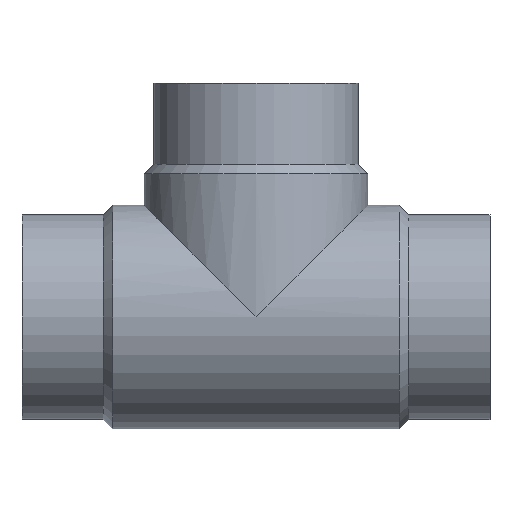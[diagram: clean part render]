
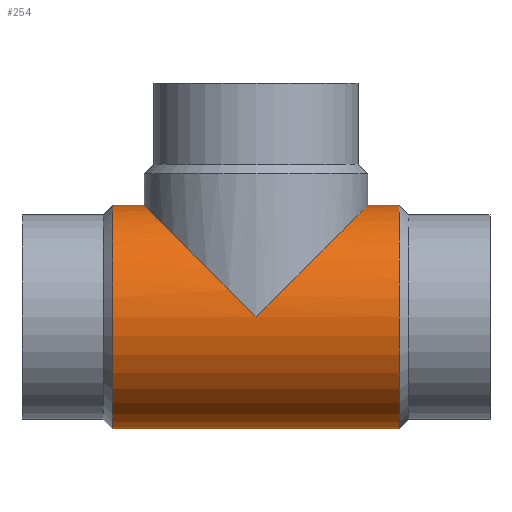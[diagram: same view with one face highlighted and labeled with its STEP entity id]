
A CAD part, top view. The second image highlights one B-rep face of the part: STEP entity #254.
In plain terms, the highlighted cylindrical face has radius 34.4 mm (diameter 68.8 mm), a partial arc.
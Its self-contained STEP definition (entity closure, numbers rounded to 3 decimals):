
#140 = VERTEX_POINT( '', #380 );
#152 = VERTEX_POINT( '', #392 );
#170 = EDGE_CURVE( '', #292, #152, #413, .T. );
#188 = VERTEX_POINT( '', #433 );
#200 = EDGE_CURVE( '', #346, #218, #445, .T. );
#218 = VERTEX_POINT( '', #464 );
#254 = ADVANCED_FACE( '', ( #502 ), #503, .T. );
#276 = VERTEX_POINT( '', #529 );
#280 = EDGE_CURVE( '', #276, #188, #533, .T. );
#292 = VERTEX_POINT( '', #548 );
#294 = EDGE_CURVE( '', #276, #292, #550, .T. );
#302 = EDGE_CURVE( '', #218, #140, #558, .T. );
#324 = EDGE_CURVE( '', #140, #188, #586, .T. );
#326 = EDGE_CURVE( '', #152, #346, #588, .T. );
#346 = VERTEX_POINT( '', #610 );
#380 = CARTESIAN_POINT( '', ( -106.4, 34.4, 0. ) );
#392 = CARTESIAN_POINT( '', ( -27.9, 34.4, 0. ) );
#413 = CIRCLE( '', #685, 34.4 );
#433 = CARTESIAN_POINT( '', ( -116.1, 34.4, 0. ) );
#445 = ELLIPSE( '', #727, 48.649, 34.4 );
#464 = CARTESIAN_POINT( '', ( -72., 0., 34.4 ) );
#502 = FACE_OUTER_BOUND( '', #805, .T. );
#503 = CYLINDRICAL_SURFACE( '', #806, 34.4 );
#529 = CARTESIAN_POINT( '', ( -116.1, -34.4, 0. ) );
#533 = CIRCLE( '', #844, 34.4 );
#548 = CARTESIAN_POINT( '', ( -27.9, -34.4, 0. ) );
#550 = LINE( '', #862, #863 );
#558 = ELLIPSE( '', #873, 48.649, 34.4 );
#586 = LINE( '', #908, #909 );
#588 = LINE( '', #912, #913 );
#610 = CARTESIAN_POINT( '', ( -37.6, 34.4, 0. ) );
#685 = AXIS2_PLACEMENT_3D( '', #1002, #1003, #1004 );
#727 = AXIS2_PLACEMENT_3D( '', #1037, #1038, #1039 );
#805 = EDGE_LOOP( '', ( #1099, #1100, #1101, #1102, #1103, #1104, #1105 ) );
#806 = AXIS2_PLACEMENT_3D( '', #1106, #1107, #1108 );
#844 = AXIS2_PLACEMENT_3D( '', #1153, #1154, #1155 );
#862 = CARTESIAN_POINT( '', ( -72., -34.4, 0. ) );
#863 = VECTOR( '', #1183, 1. );
#873 = AXIS2_PLACEMENT_3D( '', #1187, #1188, #1189 );
#908 = CARTESIAN_POINT( '', ( -72., 34.4, 0. ) );
#909 = VECTOR( '', #1231, 1. );
#912 = CARTESIAN_POINT( '', ( -72., 34.4, 0. ) );
#913 = VECTOR( '', #1232, 1. );
#1002 = CARTESIAN_POINT( '', ( -27.9, 0., 0. ) );
#1003 = DIRECTION( '', ( -1., 0., 0. ) );
#1004 = DIRECTION( '', ( 0., 1., 0. ) );
#1037 = CARTESIAN_POINT( '', ( -72., 0., 0. ) );
#1038 = DIRECTION( '', ( 0.707, -0.707, 0. ) );
#1039 = DIRECTION( '', ( 0.707, 0.707, 0. ) );
#1099 = ORIENTED_EDGE( '', *, *, #326, .T. );
#1100 = ORIENTED_EDGE( '', *, *, #200, .T. );
#1101 = ORIENTED_EDGE( '', *, *, #302, .T. );
#1102 = ORIENTED_EDGE( '', *, *, #324, .T. );
#1103 = ORIENTED_EDGE( '', *, *, #280, .F. );
#1104 = ORIENTED_EDGE( '', *, *, #294, .T. );
#1105 = ORIENTED_EDGE( '', *, *, #170, .T. );
#1106 = CARTESIAN_POINT( '', ( -72., 0., 0. ) );
#1107 = DIRECTION( '', ( 1., 0., 0. ) );
#1108 = DIRECTION( '', ( 0., 1., 0. ) );
#1153 = CARTESIAN_POINT( '', ( -116.1, 0., 0. ) );
#1154 = DIRECTION( '', ( -1., 0., 0. ) );
#1155 = DIRECTION( '', ( 0., 1., 0. ) );
#1183 = DIRECTION( '', ( 1., 0., 0. ) );
#1187 = CARTESIAN_POINT( '', ( -72., 0., 0. ) );
#1188 = DIRECTION( '', ( -0.707, -0.707, 0. ) );
#1189 = DIRECTION( '', ( 0.707, -0.707, 0. ) );
#1231 = DIRECTION( '', ( -1., 0., 0. ) );
#1232 = DIRECTION( '', ( -1., 0., 0. ) );
